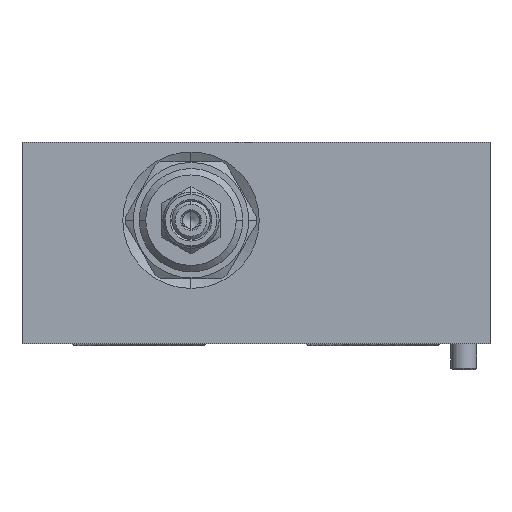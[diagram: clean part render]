
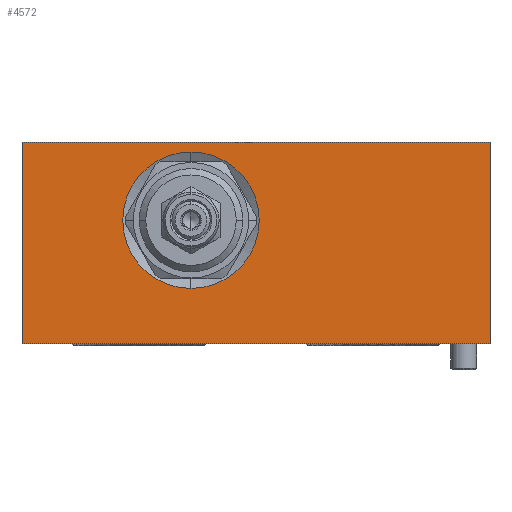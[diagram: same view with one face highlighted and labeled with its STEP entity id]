
A CAD part, front view. The second image highlights one B-rep face of the part: STEP entity #4572.
In plain terms, the highlighted planar face has unit normal (0, -1, 0).
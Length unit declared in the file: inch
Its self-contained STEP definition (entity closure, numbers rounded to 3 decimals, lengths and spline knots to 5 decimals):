
#5=DIRECTION('',(1.,0.,0.));
#6=VECTOR('',#5,4.5);
#7=CARTESIAN_POINT('',(0.,-5.938,0.));
#8=LINE('',#7,#6);
#185=DIRECTION('',(0.,0.,1.));
#186=VECTOR('',#185,1.938);
#187=CARTESIAN_POINT('',(4.5,-5.938,0.));
#188=LINE('',#187,#186);
#189=DIRECTION('',(0.,0.,1.));
#190=VECTOR('',#189,1.938);
#191=CARTESIAN_POINT('',(0.,-5.938,0.));
#192=LINE('',#191,#190);
#193=CARTESIAN_POINT('',(1.625,-5.938,1.188));
#194=DIRECTION('',(0.,1.,0.));
#195=DIRECTION('',(0.,0.,-1.));
#196=AXIS2_PLACEMENT_3D('',#193,#194,#195);
#198=CARTESIAN_POINT('',(1.625,-5.938,1.188));
#199=DIRECTION('',(0.,1.,0.));
#200=DIRECTION('',(0.,0.,1.));
#201=AXIS2_PLACEMENT_3D('',#198,#199,#200);
#215=DIRECTION('',(1.,0.,0.));
#216=VECTOR('',#215,4.5);
#217=CARTESIAN_POINT('',(0.,-5.938,1.938));
#218=LINE('',#217,#216);
#3853=CARTESIAN_POINT('',(0.,-5.938,0.));
#3855=VERTEX_POINT('',#3853);
#3856=CARTESIAN_POINT('',(4.5,-5.938,0.));
#3857=VERTEX_POINT('',#3856);
#3861=CARTESIAN_POINT('',(0.,-5.938,1.938));
#3863=VERTEX_POINT('',#3861);
#3864=CARTESIAN_POINT('',(4.5,-5.938,1.938));
#3865=VERTEX_POINT('',#3864);
#4282=CARTESIAN_POINT('',(1.625,-5.938,0.532));
#4283=CARTESIAN_POINT('',(1.625,-5.938,1.844));
#4284=VERTEX_POINT('',#4282);
#4285=VERTEX_POINT('',#4283);
#4554=CARTESIAN_POINT('',(0.,-5.938,0.));
#4555=DIRECTION('',(0.,-1.,0.));
#4556=DIRECTION('',(1.,0.,0.));
#4557=AXIS2_PLACEMENT_3D('',#4554,#4555,#4556);
#4558=PLANE('',#4557);
#4559=ORIENTED_EDGE('',*,*,#4406,.F.);
#4560=ORIENTED_EDGE('',*,*,#4503,.T.);
#4562=ORIENTED_EDGE('',*,*,#4561,.T.);
#4563=ORIENTED_EDGE('',*,*,#4546,.F.);
#4564=EDGE_LOOP('',(#4559,#4560,#4562,#4563));
#4565=FACE_OUTER_BOUND('',#4564,.F.);
#4567=ORIENTED_EDGE('',*,*,#4566,.F.);
#4569=ORIENTED_EDGE('',*,*,#4568,.F.);
#4570=EDGE_LOOP('',(#4567,#4569));
#4571=FACE_BOUND('',#4570,.F.);
#4572=ADVANCED_FACE('',(#4565,#4571),#4558,.T.);
#197=CIRCLE('',#196,0.656);
#202=CIRCLE('',#201,0.656);
#4406=EDGE_CURVE('',#3855,#3857,#8,.T.);
#4503=EDGE_CURVE('',#3855,#3863,#192,.T.);
#4546=EDGE_CURVE('',#3857,#3865,#188,.T.);
#4561=EDGE_CURVE('',#3863,#3865,#218,.T.);
#4566=EDGE_CURVE('',#4284,#4285,#197,.T.);
#4568=EDGE_CURVE('',#4285,#4284,#202,.T.);
